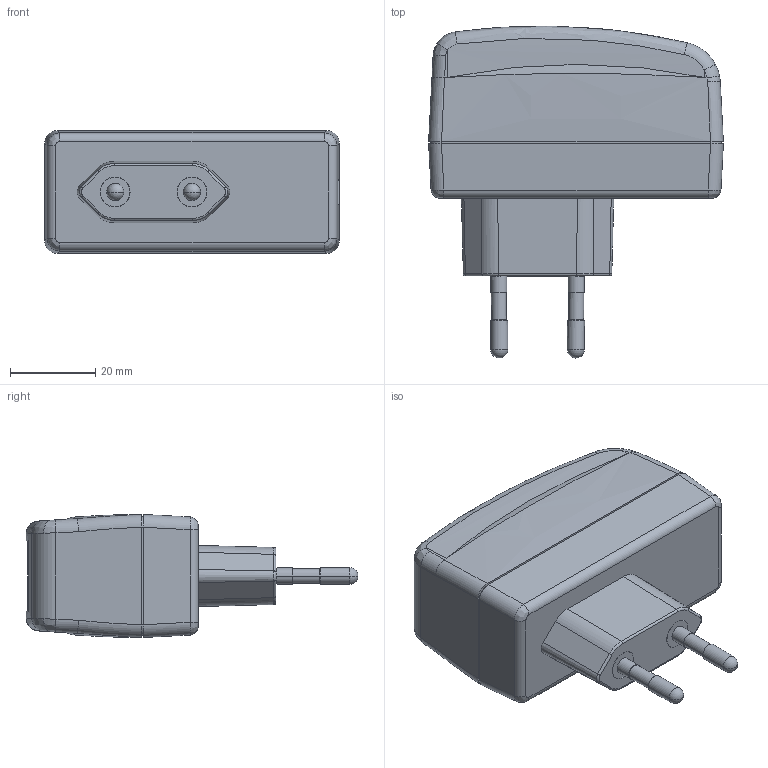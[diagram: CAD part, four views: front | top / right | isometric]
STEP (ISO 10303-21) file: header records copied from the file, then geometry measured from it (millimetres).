
FILE_DESCRIPTION((''),'2;1');
FILE_NAME('GT-86120-WWVV-X_X-W2K_ASM','2022-09-20T08:41:48',('jirenqiang'),(''),'CREO PARAMETRIC BY PTC INC, 2018050','CREO PARAMETRIC BY PTC INC, 2018050','');
FILE_SCHEMA(('CONFIG_CONTROL_DESIGN'));
Length unit declared in the file: millimetre
Products named in the file (9): TOP; BOT; PRT0002_3__1; PRT0003_2__1; PRT0004_2__1; UPPIN__1; EU_PINS_ASM_ASM; GT-86120-WWVV-X_X-W2K-1_ASM; GT-86120-WWVV-X_X-W2K_ASM
Assembly tree (9 placements, depth 4):
  GT-86120-WWVV-X_X-W2K_ASM
    GT-86120-WWVV-X_X-W2K-1_ASM
      TOP
      BOT
      EU_PINS_ASM_ASM
        PRT0002_3__1
        PRT0003_2__1
        PRT0004_2__1
        UPPIN__1  x2
Bounding box: 69 x 77.71 x 28.8 mm (x, y, z)
Volume: 25429.3 mm3; surface area: 26323.3 mm2
Topology: 7 solids, 7 shells, 664 faces, 1803 edges, 1167 vertices
Faces by surface type: plane 434, cylinder 134, bspline 30, torus 30, cone 24, extrusion 8, sphere 4
Entity records: 22080 total; most frequent: CARTESIAN_POINT 6146, ORIENTED_EDGE 3518, DIRECTION 2919, EDGE_CURVE 1759, VECTOR 1173, LINE 1165, VERTEX_POINT 1140, AXIS2_PLACEMENT_3D 873
